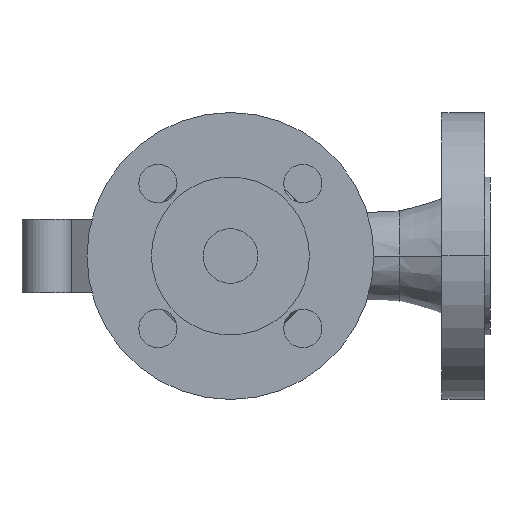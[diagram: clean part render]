
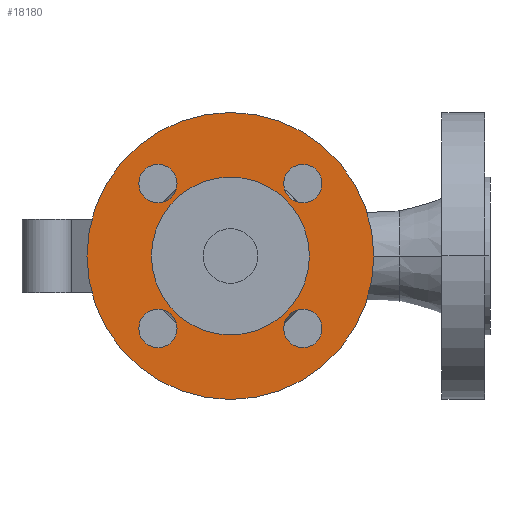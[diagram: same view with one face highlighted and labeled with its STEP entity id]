
A CAD part, front view. The second image highlights one B-rep face of the part: STEP entity #18180.
In plain terms, the highlighted planar face has unit normal (0, -1, 0).
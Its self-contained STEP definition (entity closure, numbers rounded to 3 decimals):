
#2700=CARTESIAN_POINT('',(-28.9,2.,0.))
;
#2710=VERTEX_POINT('',#2700);
#2740=CARTESIAN_POINT('',(0.,2.,0.));
#2750=DIRECTION('',(0.,-1.,-0.));
#2760=DIRECTION('',(-1.,0.,0.));
#2770=AXIS2_PLACEMENT_3D('',#2740,#2750,#2760);
#2780=CIRCLE('',#2770,28.9);
#2790=CARTESIAN_POINT('',(28.9,2.,0.));
#2800=VERTEX_POINT('',#2790);
#2810=EDGE_CURVE('',#2800,#2710,#2780,.T.);
#3100=CARTESIAN_POINT('',(52.5,2.,0.));
#3110=VERTEX_POINT('',#3100);
#3160=CARTESIAN_POINT('',(0.,2.,0.));
#3170=DIRECTION('',(0.,-1.,-0.));
#3180=DIRECTION('',(-1.,0.,0.));
#3190=AXIS2_PLACEMENT_3D('',#3160,#3170,#3180);
#3200=CIRCLE('',#3190,52.5);
#3210=CARTESIAN_POINT('',(-52.5,2.,0.))
;
#3220=VERTEX_POINT('',#3210);
#3230=EDGE_CURVE('',#3110,#3220,#3200,.T.);
#10230=CARTESIAN_POINT('',(33.517,2.,-26.517));
#10240=VERTEX_POINT('',#10230);
#10400=CARTESIAN_POINT('',(19.517,2.,
-26.517));
#10410=VERTEX_POINT('',#10400);
#10440=CARTESIAN_POINT('',(26.517,2.,
-26.517));
#10450=DIRECTION('',(0.,1.,0.));
#10460=DIRECTION('',(1.,0.,0.));
#10470=AXIS2_PLACEMENT_3D('',#10440,#10450,#10460);
#10480=CIRCLE('',#10470,7.);
#10490=EDGE_CURVE('',#10410,#10240,#10480,.T.);
#10650=CARTESIAN_POINT('',(19.517,2.,
26.517));
#10660=VERTEX_POINT('',#10650);
#10690=CARTESIAN_POINT('',(26.517,2.,
26.517));
#10700=DIRECTION('',(0.,1.,0.));
#10710=DIRECTION('',(1.,0.,0.));
#10720=AXIS2_PLACEMENT_3D('',#10690,#10700,#10710);
#10730=CIRCLE('',#10720,7.);
#10740=CARTESIAN_POINT('',(33.517,2.,26.517));
#10750=VERTEX_POINT('',#10740);
#10760=EDGE_CURVE('',#10660,#10750,#10730,.T.);
#11070=CARTESIAN_POINT('',(-19.517,2.,
26.517));
#11080=VERTEX_POINT('',#11070);
#11110=CARTESIAN_POINT('',(-26.517,2.,
26.517));
#11120=DIRECTION('',(0.,1.,0.));
#11130=DIRECTION('',(1.,0.,0.));
#11140=AXIS2_PLACEMENT_3D('',#11110,#11120,#11130);
#11150=CIRCLE('',#11140,7.);
#11160=CARTESIAN_POINT('',(-33.517,2.,
26.517));
#11170=VERTEX_POINT('',#11160);
#11180=EDGE_CURVE('',#11080,#11170,#11150,.T.);
#11490=CARTESIAN_POINT('',(-33.517,2.,
-26.517));
#11500=VERTEX_POINT('',#11490);
#11660=CARTESIAN_POINT('',(-19.517,2.,
-26.517));
#11670=VERTEX_POINT('',#11660);
#11700=CARTESIAN_POINT('',(-26.517,2.,
-26.517));
#11710=DIRECTION('',(0.,1.,0.));
#11720=DIRECTION('',(1.,0.,0.));
#11730=AXIS2_PLACEMENT_3D('',#11700,#11710,#11720);
#11740=CIRCLE('',#11730,7.);
#11750=EDGE_CURVE('',#11670,#11500,#11740,.T.);
#17830=CARTESIAN_POINT('',(-40.7,2.,0.)
);
#17840=DIRECTION('',(0.,-1.,0.));
#17850=DIRECTION('',(-1.,0.,0.));
#17860=AXIS2_PLACEMENT_3D('',#17830,#17840,#17850);
#17870=PLANE('',#17860);
#17880=EDGE_CURVE('',#11500,#11670,#11740,.T.);
#17890=ORIENTED_EDGE('',*,*,#17880,.T.);
#17900=ORIENTED_EDGE('',*,*,#11750,.T.);
#17910=EDGE_LOOP('',(#17900,#17890));
#17920=FACE_BOUND('',#17910,.T.);
#17930=EDGE_CURVE('',#11170,#11080,#11150,.T.);
#17940=ORIENTED_EDGE('',*,*,#17930,.T.);
#17950=ORIENTED_EDGE('',*,*,#11180,.T.);
#17960=EDGE_LOOP('',(#17950,#17940));
#17970=FACE_BOUND('',#17960,.T.);
#17980=EDGE_CURVE('',#10750,#10660,#10730,.T.);
#17990=ORIENTED_EDGE('',*,*,#17980,.T.);
#18000=ORIENTED_EDGE('',*,*,#10760,.T.);
#18010=EDGE_LOOP('',(#18000,#17990));
#18020=FACE_BOUND('',#18010,.T.);
#18030=EDGE_CURVE('',#10240,#10410,#10480,.T.);
#18040=ORIENTED_EDGE('',*,*,#18030,.T.);
#18050=ORIENTED_EDGE('',*,*,#10490,.T.);
#18060=EDGE_LOOP('',(#18050,#18040));
#18070=FACE_BOUND('',#18060,.T.);
#18080=ORIENTED_EDGE('',*,*,#2810,.F.);
#18090=EDGE_CURVE('',#2710,#2800,#2780,.T.);
#18100=ORIENTED_EDGE('',*,*,#18090,.F.);
#18110=EDGE_LOOP('',(#18100,#18080));
#18120=FACE_BOUND('',#18110,.T.);
#18130=ORIENTED_EDGE('',*,*,#3230,.T.);
#18140=EDGE_CURVE('',#3220,#3110,#3200,.T.);
#18150=ORIENTED_EDGE('',*,*,#18140,.T.);
#18160=EDGE_LOOP('',(#18150,#18130));
#18170=FACE_OUTER_BOUND('',#18160,.T.);
#18180=ADVANCED_FACE('',(#17920,#17970,#18020,#18070,#18120,#18170),
#17870,.T.);
